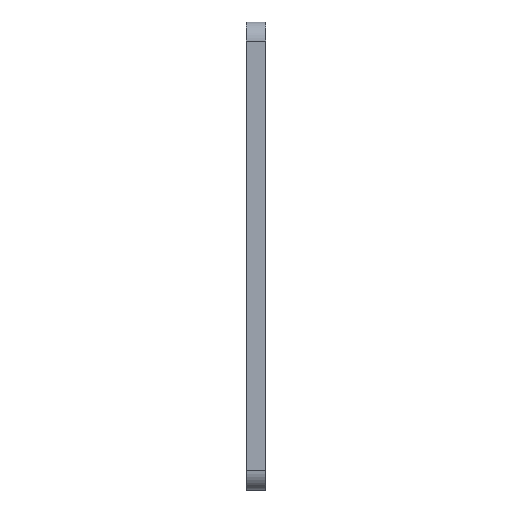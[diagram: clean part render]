
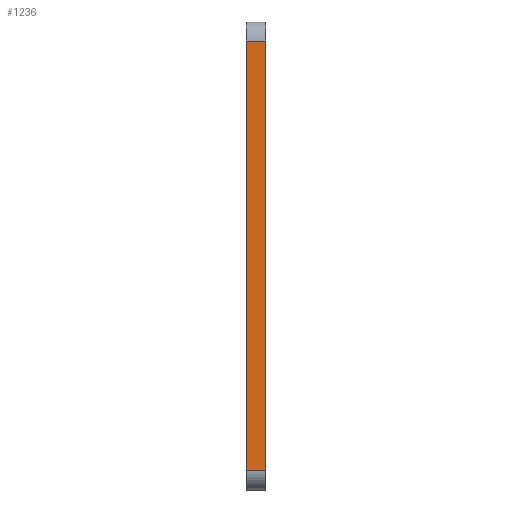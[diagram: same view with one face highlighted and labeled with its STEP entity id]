
A CAD part, left-side view. The second image highlights one B-rep face of the part: STEP entity #1236.
In plain terms, the highlighted free-form (B-spline) face has degree [1, 1] with [2, 2] control points.
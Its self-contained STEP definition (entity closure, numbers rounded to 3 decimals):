
#934=CARTESIAN_POINT('',(-37.25,0.0,46.0));
#935=VERTEX_POINT('',#934);
#949=CARTESIAN_POINT('',(-37.25,0.0,2.0));
#950=VERTEX_POINT('',#949);
#951=CARTESIAN_POINT('',(-37.25,0.0,2.0));
#952=CARTESIAN_POINT('',(-37.25,0.0,46.0));
#953=QUASI_UNIFORM_CURVE('',1,(#951,#952),.UNSPECIFIED.,.F.,.U.);
#954=EDGE_CURVE('',#950,#935,#953,.T.);
#1130=CARTESIAN_POINT('',(-37.25,2.0,2.0));
#1131=VERTEX_POINT('',#1130);
#1145=CARTESIAN_POINT('',(-37.25,2.0,46.0));
#1146=VERTEX_POINT('',#1145);
#1147=CARTESIAN_POINT('',(-37.25,2.0,2.0));
#1148=CARTESIAN_POINT('',(-37.25,2.0,46.0));
#1149=QUASI_UNIFORM_CURVE('',1,(#1147,#1148),.UNSPECIFIED.,.F.,.U.);
#1150=EDGE_CURVE('',#1131,#1146,#1149,.T.);
#1213=CARTESIAN_POINT('',(-37.25,2.0,46.0));
#1214=CARTESIAN_POINT('',(-37.25,0.0,46.0));
#1215=QUASI_UNIFORM_CURVE('',1,(#1213,#1214),.UNSPECIFIED.,.F.,.U.);
#1216=EDGE_CURVE('',#1146,#935,#1215,.T.);
#1221=CARTESIAN_POINT('',(-37.25,-0.1,48.198));
#1222=CARTESIAN_POINT('',(-37.25,-0.1,-0.198));
#1223=CARTESIAN_POINT('',(-37.25,2.1,48.198));
#1224=CARTESIAN_POINT('',(-37.25,2.1,-0.198));
#1225=B_SPLINE_SURFACE_WITH_KNOTS('',1,1,((#1221,#1223),(#1222,#1224)),.UNSPECIFIED.,.F.,.F.,.U.,(2,2),(2,2),(0.0,48.396),(0.0,2.2),.UNSPECIFIED.);
#1226=ORIENTED_EDGE('',*,*,#954,.T.);
#1227=ORIENTED_EDGE('',*,*,#1216,.F.);
#1228=ORIENTED_EDGE('',*,*,#1150,.F.);
#1229=CARTESIAN_POINT('',(-37.25,2.0,2.0));
#1230=CARTESIAN_POINT('',(-37.25,0.0,2.0));
#1231=QUASI_UNIFORM_CURVE('',1,(#1229,#1230),.UNSPECIFIED.,.F.,.U.);
#1232=EDGE_CURVE('',#1131,#950,#1231,.T.);
#1233=ORIENTED_EDGE('',*,*,#1232,.T.);
#1234=EDGE_LOOP('',(#1226,#1227,#1228,#1233));
#1235=FACE_OUTER_BOUND('',#1234,.T.);
#1236=ADVANCED_FACE('',(#1235),#1225,.F.);
